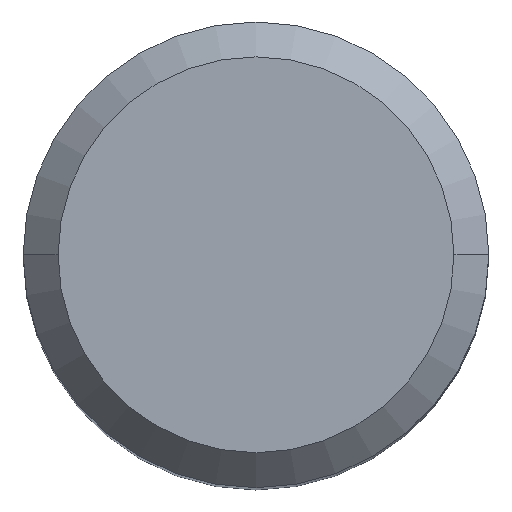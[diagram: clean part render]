
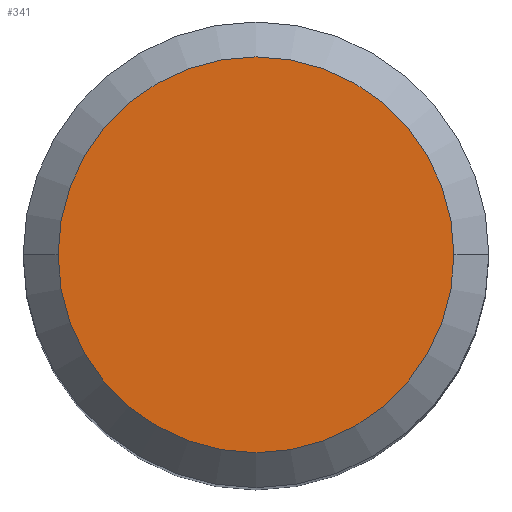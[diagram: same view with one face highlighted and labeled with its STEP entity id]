
A CAD part, top view. The second image highlights one B-rep face of the part: STEP entity #341.
In plain terms, the highlighted planar face has unit normal (0, 0, 1).
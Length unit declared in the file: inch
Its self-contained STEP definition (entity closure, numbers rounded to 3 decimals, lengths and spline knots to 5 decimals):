
#14 = CARTESIAN_POINT ( 'NONE',  ( 0.26771, 0., 0. ) ) ;
#44 = DIRECTION ( 'NONE',  ( 1., 0., 0. ) ) ;
#66 = AXIS2_PLACEMENT_3D ( 'NONE', #206, #364, #134 ) ;
#76 = EDGE_CURVE ( 'NONE', #408, #332, #284, .T. ) ;
#109 = EDGE_CURVE ( 'NONE', #332, #408, #437, .T. ) ;
#111 = CARTESIAN_POINT ( 'NONE',  ( 0., 0., 0. ) ) ;
#113 = AXIS2_PLACEMENT_3D ( 'NONE', #111, #226, #44 ) ;
#119 = DIRECTION ( 'NONE',  ( 1., 0., 0. ) ) ;
#134 = DIRECTION ( 'NONE',  ( -1., 0., 0. ) ) ;
#137 = ORIENTED_EDGE ( 'NONE', *, *, #76, .T. ) ;
#157 = FACE_OUTER_BOUND ( 'NONE', #475, .T. ) ;
#172 = ORIENTED_EDGE ( 'NONE', *, *, #109, .T. ) ;
#178 = AXIS2_PLACEMENT_3D ( 'NONE', #460, #272, #119 ) ;
#206 = CARTESIAN_POINT ( 'NONE',  ( 0., 0., 0. ) ) ;
#226 = DIRECTION ( 'NONE',  ( 0., 0., 1. ) ) ;
#272 = DIRECTION ( 'NONE',  ( 0., 0., 1. ) ) ;
#284 = CIRCLE ( 'NONE', #113, 0.26771 ) ;
#287 = PLANE ( 'NONE',  #66 ) ;
#332 = VERTEX_POINT ( 'NONE', #443 ) ;
#341 = ADVANCED_FACE ( 'NONE', ( #157 ), #287, .F. ) ;
#364 = DIRECTION ( 'NONE',  ( 0., 0., -1. ) ) ;
#408 = VERTEX_POINT ( 'NONE', #14 ) ;
#437 = CIRCLE ( 'NONE', #178, 0.26771 ) ;
#443 = CARTESIAN_POINT ( 'NONE',  ( -0.26771, 0., 0. ) ) ;
#460 = CARTESIAN_POINT ( 'NONE',  ( 0., 0., 0. ) ) ;
#475 = EDGE_LOOP ( 'NONE', ( #172, #137 ) ) ;
